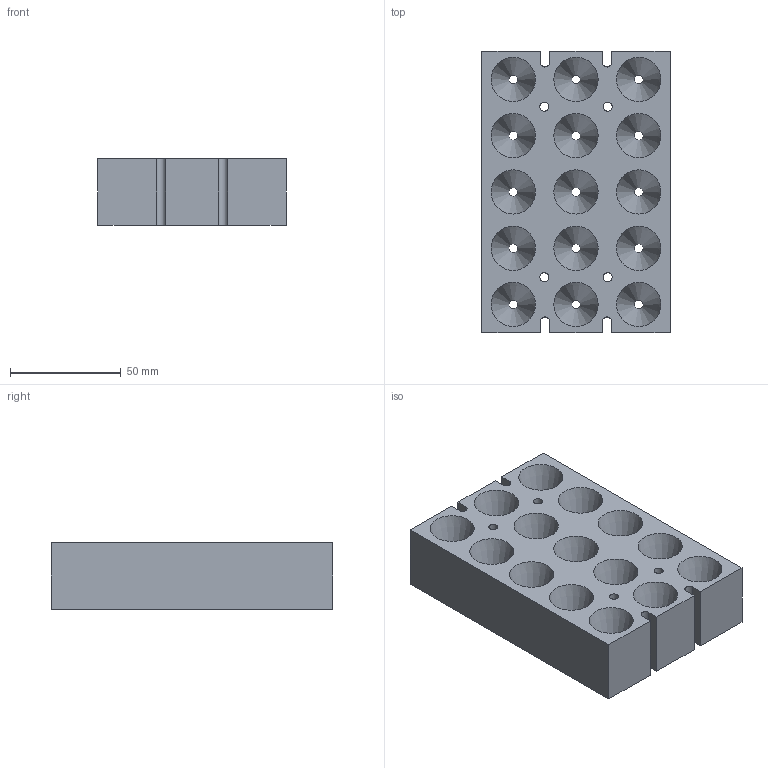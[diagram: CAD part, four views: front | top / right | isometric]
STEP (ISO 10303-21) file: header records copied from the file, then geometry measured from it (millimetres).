
FILE_DESCRIPTION(/* description */ (''),/* implementation_level */ '2;1');
FILE_NAME(/* name */ '3_well_cartridge_test_cell v21.step',/* time_stamp */ '2024-05-18T12:18:32-04:00',/* author */ (''),/* organization */ (''),/* preprocessor_version */ 'ST-DEVELOPER v20',/* originating_system */ 'Autodesk Translation Framework v13.14.0.145',/* authorisation */ '');
FILE_SCHEMA (('AUTOMOTIVE_DESIGN { 1 0 10303 214 3 1 1 }'));
Length unit declared in the file: millimetre
Products named in the file (1): 3_well_cartridge_test_cell
Bounding box: 85 x 127 x 30 mm (x, y, z)
Volume: 259888.6 mm3; surface area: 50101.2 mm2
Topology: 1 solids, 1 shells, 71 faces, 162 edges, 108 vertices
Faces by surface type: plane 33, torus 15, cone 15, cylinder 8
Full cylindrical faces by diameter (mm): 4.1 x4
Entity records: 2170 total; most frequent: DIRECTION 397, CARTESIAN_POINT 342, ORIENTED_EDGE 324, AXIS2_PLACEMENT_3D 163, EDGE_CURVE 162, EDGE_LOOP 124, VERTEX_POINT 108, CIRCLE 91
